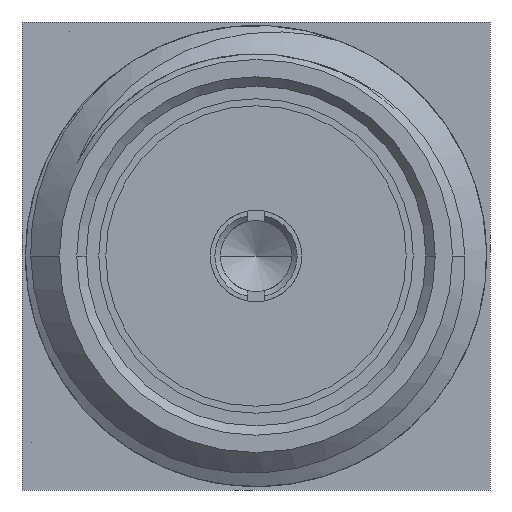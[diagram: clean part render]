
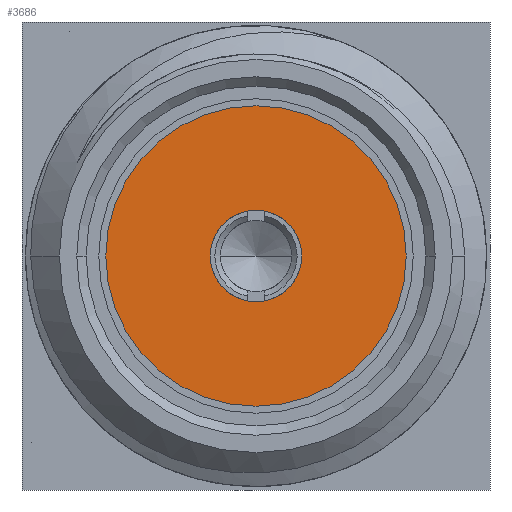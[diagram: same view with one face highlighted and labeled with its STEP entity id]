
A CAD part, left-side view. The second image highlights one B-rep face of the part: STEP entity #3686.
In plain terms, the highlighted planar face has unit normal (-1, 0, 0).
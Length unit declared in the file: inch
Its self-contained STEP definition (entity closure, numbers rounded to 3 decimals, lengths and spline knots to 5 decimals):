
#1082=CARTESIAN_POINT('',(0.079,0.,0.));
#1083=DIRECTION('',(1.,0.,0.));
#1084=DIRECTION('',(0.,1.,0.));
#1085=AXIS2_PLACEMENT_3D('',#1082,#1083,#1084);
#1091=CARTESIAN_POINT('',(0.079,0.,0.));
#1092=DIRECTION('',(-1.,0.,0.));
#1093=DIRECTION('',(0.,-1.,0.));
#1094=AXIS2_PLACEMENT_3D('',#1091,#1092,#1093);
#1096=CARTESIAN_POINT('',(0.079,0.,0.));
#1097=DIRECTION('',(-1.,0.,0.));
#1098=DIRECTION('',(0.,1.,0.));
#1099=AXIS2_PLACEMENT_3D('',#1096,#1097,#1098);
#1101=CARTESIAN_POINT('',(0.079,0.,0.));
#1102=DIRECTION('',(1.,0.,0.));
#1103=DIRECTION('',(0.,-1.,0.));
#1104=AXIS2_PLACEMENT_3D('',#1101,#1102,#1103);
#2122=CARTESIAN_POINT('',(0.079,-0.02441,0.));
#2123=CARTESIAN_POINT('',(0.079,0.02441,0.));
#2124=VERTEX_POINT('',#2122);
#2125=VERTEX_POINT('',#2123);
#2126=CARTESIAN_POINT('',(0.079,0.08025,0.));
#2127=CARTESIAN_POINT('',(0.079,-0.08025,0.));
#2128=VERTEX_POINT('',#2126);
#2129=VERTEX_POINT('',#2127);
#3670=CARTESIAN_POINT('',(0.079,0.,0.));
#3671=DIRECTION('',(1.,0.,0.));
#3672=DIRECTION('',(0.,0.,-1.));
#3673=AXIS2_PLACEMENT_3D('',#3670,#3671,#3672);
#3674=PLANE('',#3673);
#3675=ORIENTED_EDGE('',*,*,#3660,.T.);
#3677=ORIENTED_EDGE('',*,*,#3676,.T.);
#3678=EDGE_LOOP('',(#3675,#3677));
#3679=FACE_OUTER_BOUND('',#3678,.F.);
#3681=ORIENTED_EDGE('',*,*,#3680,.T.);
#3683=ORIENTED_EDGE('',*,*,#3682,.T.);
#3684=EDGE_LOOP('',(#3681,#3683));
#3685=FACE_BOUND('',#3684,.F.);
#3686=ADVANCED_FACE('',(#3679,#3685),#3674,.F.);
#1086=CIRCLE('',#1085,0.08025);
#1095=CIRCLE('',#1094,0.02441);
#1100=CIRCLE('',#1099,0.02441);
#1105=CIRCLE('',#1104,0.08025);
#3660=EDGE_CURVE('',#2128,#2129,#1086,.T.);
#3676=EDGE_CURVE('',#2129,#2128,#1105,.T.);
#3680=EDGE_CURVE('',#2124,#2125,#1095,.T.);
#3682=EDGE_CURVE('',#2125,#2124,#1100,.T.);
